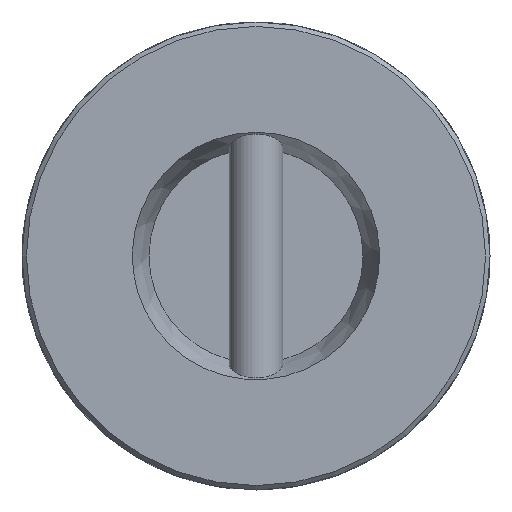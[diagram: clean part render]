
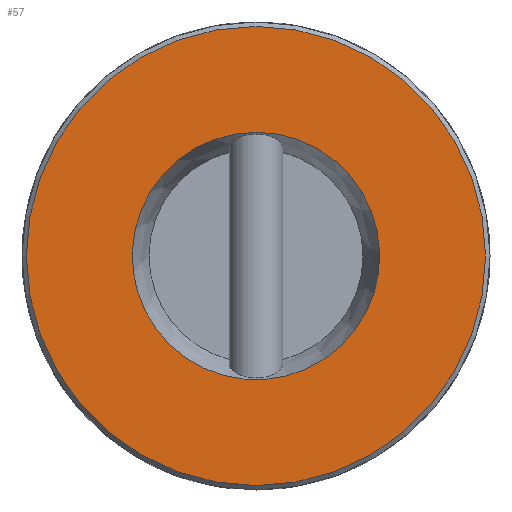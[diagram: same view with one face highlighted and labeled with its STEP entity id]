
A CAD part, front view. The second image highlights one B-rep face of the part: STEP entity #57.
In plain terms, the highlighted planar face has unit normal (0, -1, 0).
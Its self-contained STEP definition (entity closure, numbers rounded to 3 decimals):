
#46 = AXIS2_PLACEMENT_3D ( 'NONE', #1275, #1263, #1725 ) ;
#57 = ADVANCED_FACE ( 'NONE', ( #1396, #1442 ), #1776, .F. ) ;
#228 = EDGE_LOOP ( 'NONE', ( #1600 ) ) ;
#388 = CARTESIAN_POINT ( 'NONE',  ( 0., 0., 51.5 ) ) ;
#432 = ORIENTED_EDGE ( 'NONE', *, *, #816, .T. ) ;
#466 = EDGE_CURVE ( 'NONE', #1540, #1540, #1951, .T. ) ;
#705 = VERTEX_POINT ( 'NONE', #1373 ) ;
#762 = DIRECTION ( 'NONE',  ( 0., 0., 1. ) ) ;
#791 = CIRCLE ( 'NONE', #961, 27.75 ) ;
#816 = EDGE_CURVE ( 'NONE', #705, #705, #791, .T. ) ;
#961 = AXIS2_PLACEMENT_3D ( 'NONE', #1119, #1803, #2141 ) ;
#984 = EDGE_LOOP ( 'NONE', ( #432 ) ) ;
#1072 = CARTESIAN_POINT ( 'NONE',  ( 0., 0., 0. ) ) ;
#1119 = CARTESIAN_POINT ( 'NONE',  ( 0., 0., 0. ) ) ;
#1263 = DIRECTION ( 'NONE',  ( 0., 1., 0. ) ) ;
#1275 = CARTESIAN_POINT ( 'NONE',  ( 27.75, 0., 0. ) ) ;
#1348 = AXIS2_PLACEMENT_3D ( 'NONE', #1072, #1597, #762 ) ;
#1373 = CARTESIAN_POINT ( 'NONE',  ( 0., 0., 27.75 ) ) ;
#1396 = FACE_OUTER_BOUND ( 'NONE', #228, .T. ) ;
#1442 = FACE_BOUND ( 'NONE', #984, .T. ) ;
#1540 = VERTEX_POINT ( 'NONE', #388 ) ;
#1597 = DIRECTION ( 'NONE',  ( 0., -1., 0. ) ) ;
#1600 = ORIENTED_EDGE ( 'NONE', *, *, #466, .T. ) ;
#1725 = DIRECTION ( 'NONE',  ( 0., 0., 1. ) ) ;
#1776 = PLANE ( 'NONE',  #46 ) ;
#1803 = DIRECTION ( 'NONE',  ( 0., 1., 0. ) ) ;
#1951 = CIRCLE ( 'NONE', #1348, 51.5 ) ;
#2141 = DIRECTION ( 'NONE',  ( 0., 0., 1. ) ) ;
